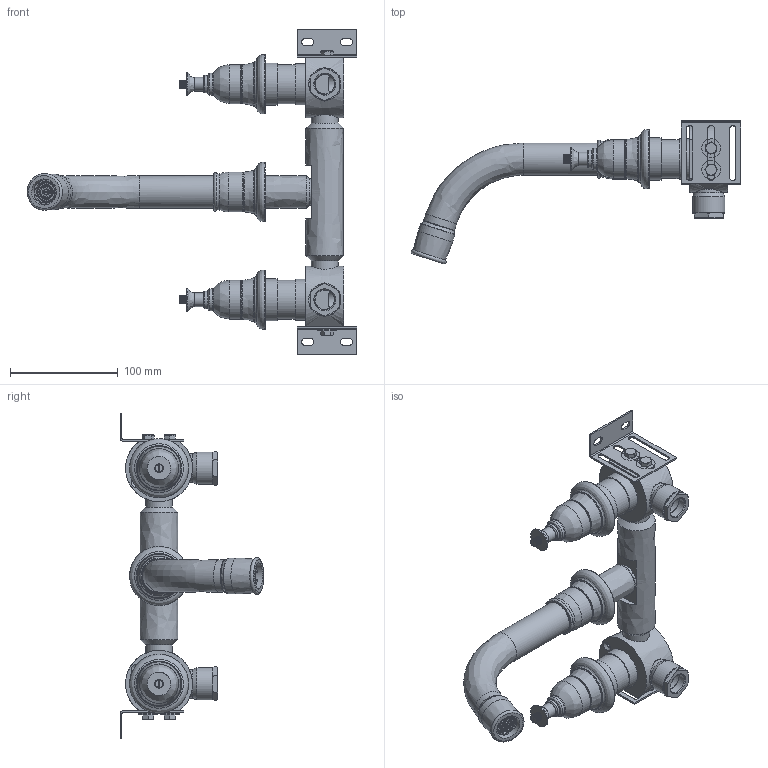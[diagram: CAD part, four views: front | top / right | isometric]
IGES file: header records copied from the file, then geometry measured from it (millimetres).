
Global section: file name: V247 3 Hole bath wall mtd; native system: Autodesk Inventor 2018; preprocessor: unknown; author: mstonelake; date: 20190709.084905; units: millimetre
Bounding box: 305.63 x 133.15 x 302 mm (x, y, z)
Volume: 595864.1 mm3; surface area: 281666.1 mm2
Topology: 58 solids, 61 shells, 2792 faces, 7716 edges, 5075 vertices
Faces by surface type: bspline 2792
